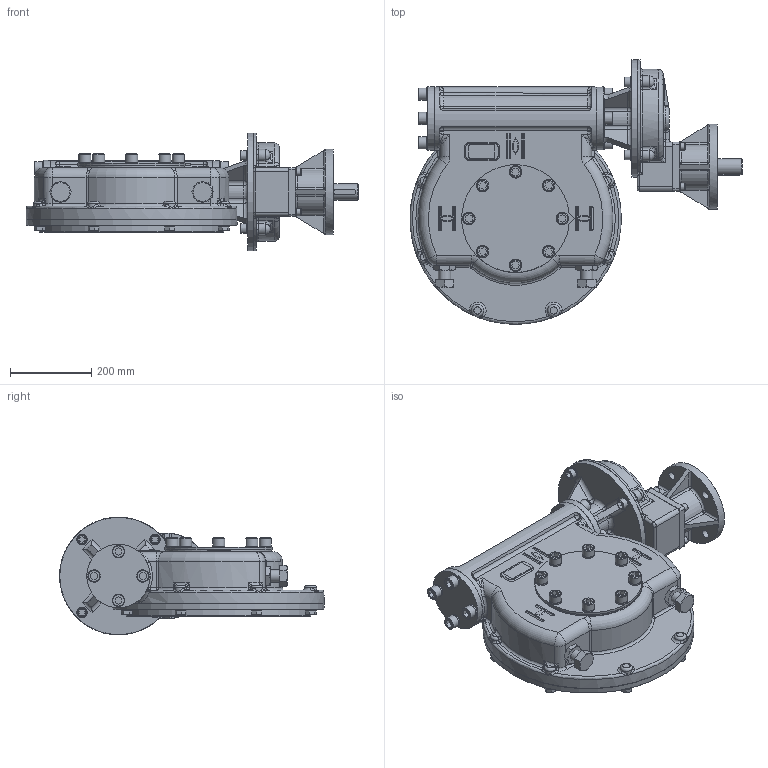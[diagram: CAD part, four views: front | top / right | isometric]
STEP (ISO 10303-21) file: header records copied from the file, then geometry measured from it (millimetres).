
FILE_DESCRIPTION(/* description */ ('Unknown'),/* implementation_level */ '2;1');
FILE_NAME(/* name */ 'PUB-IW82FBIRS-F16-F35',/* time_stamp */ '2016-07-11T15:46:47+01:00',/* author */ ('Unknown'),/* organization */ ('Unknown'),/* preprocessor_version */ 'ST-DEVELOPER v16',/* originating_system */ 'DEX',/* authorisation */ $);
FILE_SCHEMA (('AUTOMOTIVE_DESIGN {1 0 10303 214 3 1 1}'));
Products named in the file (1): PUB-IW82FBIRS-F16-F35
Bounding box: 817.13 x 650.94 x 289.28 mm (x, y, z)
Surface area: 1562658.7 mm2 (no closed solid volume)
Topology: 0 solids, 114 shells, 1367 faces, 4829 edges, 3509 vertices
Faces by surface type: plane 599, cylinder 328, torus 135, bspline 123, cone 118, sphere 64
Full cylindrical faces by diameter (mm): 17 x8, 18 x4, 19 x4, 20.5 x4, 24 x4, 26.211 x12, 30 x18, 30.7 x16, 40 x1, 50 x1, 130 x1, 155 x1, 195 x1, 210 x1, 260 x1, 289 x1, 454.5 x1
Entity records: 71685 total; most frequent: CARTESIAN_POINT 33879, ORIENTED_EDGE 7093, DIRECTION 7040, EDGE_CURVE 4548, VERTEX_POINT 3458, AXIS2_PLACEMENT_3D 2494, LINE 2052, VECTOR 2052
